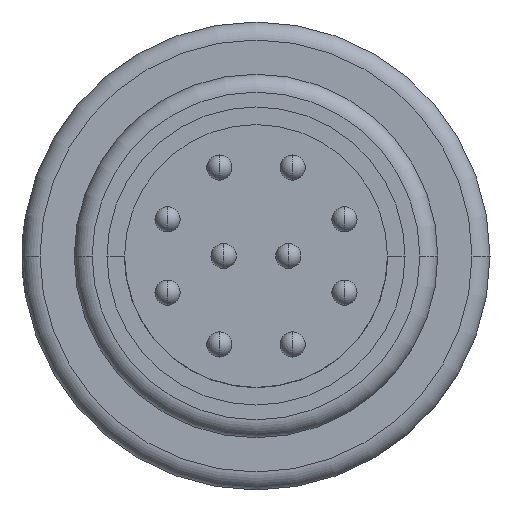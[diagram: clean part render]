
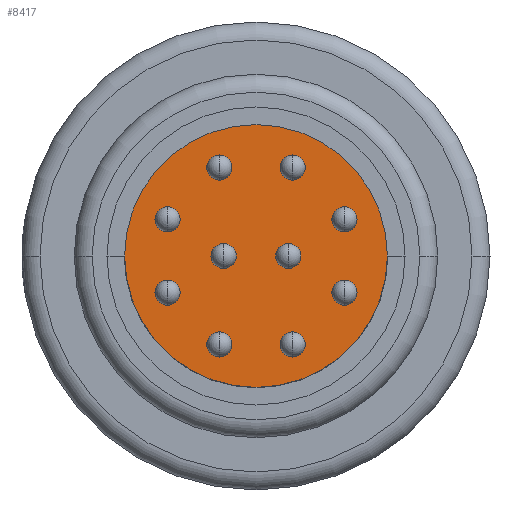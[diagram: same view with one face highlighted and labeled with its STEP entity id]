
A CAD part, left-side view. The second image highlights one B-rep face of the part: STEP entity #8417.
In plain terms, the highlighted planar face has unit normal (-1, 0, 0).
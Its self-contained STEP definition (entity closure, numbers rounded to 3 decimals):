
#3319=CARTESIAN_POINT('',(-2.1,0.,0.));
#3320=DIRECTION('',(-1.,0.,0.));
#3321=DIRECTION('',(0.,0.,1.));
#3322=AXIS2_PLACEMENT_3D('',#3319,#3320,#3321);
#3327=CARTESIAN_POINT('',(-2.1,0.,0.));
#3328=DIRECTION('',(-1.,0.,0.));
#3329=DIRECTION('',(0.,0.,-1.));
#3330=AXIS2_PLACEMENT_3D('',#3327,#3328,#3329);
#3335=CARTESIAN_POINT('',(-2.1,1.018,-2.458));
#3336=DIRECTION('',(-1.,0.,0.));
#3337=DIRECTION('',(0.,0.,1.));
#3338=AXIS2_PLACEMENT_3D('',#3335,#3336,#3337);
#3343=CARTESIAN_POINT('',(-2.1,1.018,-2.458));
#3344=DIRECTION('',(-1.,0.,0.));
#3345=DIRECTION('',(0.,0.,-1.));
#3346=AXIS2_PLACEMENT_3D('',#3343,#3344,#3345);
#3351=CARTESIAN_POINT('',(-2.1,2.458,-1.018));
#3352=DIRECTION('',(-1.,0.,0.));
#3353=DIRECTION('',(0.,0.,1.));
#3354=AXIS2_PLACEMENT_3D('',#3351,#3352,#3353);
#3359=CARTESIAN_POINT('',(-2.1,2.458,-1.018));
#3360=DIRECTION('',(-1.,0.,0.));
#3361=DIRECTION('',(0.,0.,-1.));
#3362=AXIS2_PLACEMENT_3D('',#3359,#3360,#3361);
#3367=CARTESIAN_POINT('',(-2.1,-1.018,-2.458));
#3368=DIRECTION('',(-1.,0.,0.));
#3369=DIRECTION('',(0.,0.,1.));
#3370=AXIS2_PLACEMENT_3D('',#3367,#3368,#3369);
#3375=CARTESIAN_POINT('',(-2.1,-1.018,-2.458));
#3376=DIRECTION('',(-1.,0.,0.));
#3377=DIRECTION('',(0.,0.,-1.));
#3378=AXIS2_PLACEMENT_3D('',#3375,#3376,#3377);
#3383=CARTESIAN_POINT('',(-2.1,-2.458,-1.018));
#3384=DIRECTION('',(-1.,0.,0.));
#3385=DIRECTION('',(0.,0.,1.));
#3386=AXIS2_PLACEMENT_3D('',#3383,#3384,#3385);
#3391=CARTESIAN_POINT('',(-2.1,-2.458,-1.018));
#3392=DIRECTION('',(-1.,0.,0.));
#3393=DIRECTION('',(0.,0.,-1.));
#3394=AXIS2_PLACEMENT_3D('',#3391,#3392,#3393);
#3399=CARTESIAN_POINT('',(-2.1,-2.458,1.018));
#3400=DIRECTION('',(-1.,0.,0.));
#3401=DIRECTION('',(0.,0.,1.));
#3402=AXIS2_PLACEMENT_3D('',#3399,#3400,#3401);
#3407=CARTESIAN_POINT('',(-2.1,-2.458,1.018));
#3408=DIRECTION('',(-1.,0.,0.));
#3409=DIRECTION('',(0.,0.,-1.));
#3410=AXIS2_PLACEMENT_3D('',#3407,#3408,#3409);
#3415=CARTESIAN_POINT('',(-2.1,-1.018,2.458));
#3416=DIRECTION('',(-1.,0.,0.));
#3417=DIRECTION('',(0.,0.,1.));
#3418=AXIS2_PLACEMENT_3D('',#3415,#3416,#3417);
#3423=CARTESIAN_POINT('',(-2.1,-1.018,2.458));
#3424=DIRECTION('',(-1.,0.,0.));
#3425=DIRECTION('',(0.,0.,-1.));
#3426=AXIS2_PLACEMENT_3D('',#3423,#3424,#3425);
#3431=CARTESIAN_POINT('',(-2.1,1.018,2.458));
#3432=DIRECTION('',(-1.,0.,0.));
#3433=DIRECTION('',(0.,0.,1.));
#3434=AXIS2_PLACEMENT_3D('',#3431,#3432,#3433);
#3439=CARTESIAN_POINT('',(-2.1,1.018,2.458));
#3440=DIRECTION('',(-1.,0.,0.));
#3441=DIRECTION('',(0.,0.,-1.));
#3442=AXIS2_PLACEMENT_3D('',#3439,#3440,#3441);
#3447=CARTESIAN_POINT('',(-2.1,2.458,1.018));
#3448=DIRECTION('',(-1.,0.,0.));
#3449=DIRECTION('',(0.,0.,1.));
#3450=AXIS2_PLACEMENT_3D('',#3447,#3448,#3449);
#3455=CARTESIAN_POINT('',(-2.1,2.458,1.018));
#3456=DIRECTION('',(-1.,0.,0.));
#3457=DIRECTION('',(0.,0.,-1.));
#3458=AXIS2_PLACEMENT_3D('',#3455,#3456,#3457);
#3463=CARTESIAN_POINT('',(-2.1,0.9,0.));
#3464=DIRECTION('',(-1.,0.,0.));
#3465=DIRECTION('',(0.,0.,1.));
#3466=AXIS2_PLACEMENT_3D('',#3463,#3464,#3465);
#3471=CARTESIAN_POINT('',(-2.1,0.9,0.));
#3472=DIRECTION('',(-1.,0.,0.));
#3473=DIRECTION('',(0.,0.,-1.));
#3474=AXIS2_PLACEMENT_3D('',#3471,#3472,#3473);
#3479=CARTESIAN_POINT('',(-2.1,-0.9,0.));
#3480=DIRECTION('',(-1.,0.,0.));
#3481=DIRECTION('',(0.,0.,1.));
#3482=AXIS2_PLACEMENT_3D('',#3479,#3480,#3481);
#3487=CARTESIAN_POINT('',(-2.1,-0.9,0.));
#3488=DIRECTION('',(-1.,0.,0.));
#3489=DIRECTION('',(0.,0.,-1.));
#3490=AXIS2_PLACEMENT_3D('',#3487,#3488,#3489);
#3955=CARTESIAN_POINT('',(-2.1,0.,3.65));
#3956=CARTESIAN_POINT('',(-2.1,0.,-3.65));
#3957=VERTEX_POINT('',#3955);
#3958=VERTEX_POINT('',#3956);
#4223=CARTESIAN_POINT('',(-2.1,1.018,-2.108));
#4224=CARTESIAN_POINT('',(-2.1,1.018,-2.808));
#4225=VERTEX_POINT('',#4223);
#4226=VERTEX_POINT('',#4224);
#4227=CARTESIAN_POINT('',(-2.1,2.458,-0.668));
#4228=CARTESIAN_POINT('',(-2.1,2.458,-1.368));
#4229=VERTEX_POINT('',#4227);
#4230=VERTEX_POINT('',#4228);
#4231=CARTESIAN_POINT('',(-2.1,-1.018,-2.108));
#4232=CARTESIAN_POINT('',(-2.1,-1.018,-2.808));
#4233=VERTEX_POINT('',#4231);
#4234=VERTEX_POINT('',#4232);
#4235=CARTESIAN_POINT('',(-2.1,-2.458,-0.668));
#4236=CARTESIAN_POINT('',(-2.1,-2.458,-1.368));
#4237=VERTEX_POINT('',#4235);
#4238=VERTEX_POINT('',#4236);
#4239=CARTESIAN_POINT('',(-2.1,-2.458,1.368));
#4240=CARTESIAN_POINT('',(-2.1,-2.458,0.668));
#4241=VERTEX_POINT('',#4239);
#4242=VERTEX_POINT('',#4240);
#4243=CARTESIAN_POINT('',(-2.1,-1.018,2.808));
#4244=CARTESIAN_POINT('',(-2.1,-1.018,2.108));
#4245=VERTEX_POINT('',#4243);
#4246=VERTEX_POINT('',#4244);
#4247=CARTESIAN_POINT('',(-2.1,1.018,2.808));
#4248=CARTESIAN_POINT('',(-2.1,1.018,2.108));
#4249=VERTEX_POINT('',#4247);
#4250=VERTEX_POINT('',#4248);
#4251=CARTESIAN_POINT('',(-2.1,2.458,1.368));
#4252=CARTESIAN_POINT('',(-2.1,2.458,0.668));
#4253=VERTEX_POINT('',#4251);
#4254=VERTEX_POINT('',#4252);
#4255=CARTESIAN_POINT('',(-2.1,0.9,0.35));
#4256=CARTESIAN_POINT('',(-2.1,0.9,-0.35));
#4257=VERTEX_POINT('',#4255);
#4258=VERTEX_POINT('',#4256);
#4259=CARTESIAN_POINT('',(-2.1,-0.9,0.35));
#4260=CARTESIAN_POINT('',(-2.1,-0.9,-0.35));
#4261=VERTEX_POINT('',#4259);
#4262=VERTEX_POINT('',#4260);
#8348=CARTESIAN_POINT('',(-2.1,0.,0.));
#8349=DIRECTION('',(1.,0.,0.));
#8350=DIRECTION('',(0.,0.,-1.));
#8351=AXIS2_PLACEMENT_3D('',#8348,#8349,#8350);
#8352=PLANE('',#8351);
#8353=ORIENTED_EDGE('',*,*,#8306,.F.);
#8354=ORIENTED_EDGE('',*,*,#8329,.F.);
#8355=EDGE_LOOP('',(#8353,#8354));
#8356=FACE_OUTER_BOUND('',#8355,.F.);
#8358=ORIENTED_EDGE('',*,*,#8357,.T.);
#8360=ORIENTED_EDGE('',*,*,#8359,.T.);
#8361=EDGE_LOOP('',(#8358,#8360));
#8362=FACE_BOUND('',#8361,.F.);
#8364=ORIENTED_EDGE('',*,*,#8363,.T.);
#8366=ORIENTED_EDGE('',*,*,#8365,.T.);
#8367=EDGE_LOOP('',(#8364,#8366));
#8368=FACE_BOUND('',#8367,.F.);
#8370=ORIENTED_EDGE('',*,*,#8369,.T.);
#8372=ORIENTED_EDGE('',*,*,#8371,.T.);
#8373=EDGE_LOOP('',(#8370,#8372));
#8374=FACE_BOUND('',#8373,.F.);
#8376=ORIENTED_EDGE('',*,*,#8375,.T.);
#8378=ORIENTED_EDGE('',*,*,#8377,.T.);
#8379=EDGE_LOOP('',(#8376,#8378));
#8380=FACE_BOUND('',#8379,.F.);
#8382=ORIENTED_EDGE('',*,*,#8381,.T.);
#8384=ORIENTED_EDGE('',*,*,#8383,.T.);
#8385=EDGE_LOOP('',(#8382,#8384));
#8386=FACE_BOUND('',#8385,.F.);
#8388=ORIENTED_EDGE('',*,*,#8387,.T.);
#8390=ORIENTED_EDGE('',*,*,#8389,.T.);
#8391=EDGE_LOOP('',(#8388,#8390));
#8392=FACE_BOUND('',#8391,.F.);
#8394=ORIENTED_EDGE('',*,*,#8393,.T.);
#8396=ORIENTED_EDGE('',*,*,#8395,.T.);
#8397=EDGE_LOOP('',(#8394,#8396));
#8398=FACE_BOUND('',#8397,.F.);
#8400=ORIENTED_EDGE('',*,*,#8399,.T.);
#8402=ORIENTED_EDGE('',*,*,#8401,.T.);
#8403=EDGE_LOOP('',(#8400,#8402));
#8404=FACE_BOUND('',#8403,.F.);
#8406=ORIENTED_EDGE('',*,*,#8405,.T.);
#8408=ORIENTED_EDGE('',*,*,#8407,.T.);
#8409=EDGE_LOOP('',(#8406,#8408));
#8410=FACE_BOUND('',#8409,.F.);
#8412=ORIENTED_EDGE('',*,*,#8411,.T.);
#8414=ORIENTED_EDGE('',*,*,#8413,.T.);
#8415=EDGE_LOOP('',(#8412,#8414));
#8416=FACE_BOUND('',#8415,.F.);
#3323=CIRCLE('',#3322,3.65);
#3331=CIRCLE('',#3330,3.65);
#3339=CIRCLE('',#3338,0.35);
#3347=CIRCLE('',#3346,0.35);
#3355=CIRCLE('',#3354,0.35);
#3363=CIRCLE('',#3362,0.35);
#3371=CIRCLE('',#3370,0.35);
#3379=CIRCLE('',#3378,0.35);
#3387=CIRCLE('',#3386,0.35);
#3395=CIRCLE('',#3394,0.35);
#3403=CIRCLE('',#3402,0.35);
#3411=CIRCLE('',#3410,0.35);
#3419=CIRCLE('',#3418,0.35);
#3427=CIRCLE('',#3426,0.35);
#3435=CIRCLE('',#3434,0.35);
#3443=CIRCLE('',#3442,0.35);
#3451=CIRCLE('',#3450,0.35);
#3459=CIRCLE('',#3458,0.35);
#3467=CIRCLE('',#3466,0.35);
#3475=CIRCLE('',#3474,0.35);
#3483=CIRCLE('',#3482,0.35);
#3491=CIRCLE('',#3490,0.35);
#8306=EDGE_CURVE('',#3957,#3958,#3323,.T.);
#8329=EDGE_CURVE('',#3958,#3957,#3331,.T.);
#8357=EDGE_CURVE('',#4225,#4226,#3339,.T.);
#8359=EDGE_CURVE('',#4226,#4225,#3347,.T.);
#8363=EDGE_CURVE('',#4229,#4230,#3355,.T.);
#8365=EDGE_CURVE('',#4230,#4229,#3363,.T.);
#8369=EDGE_CURVE('',#4233,#4234,#3371,.T.);
#8371=EDGE_CURVE('',#4234,#4233,#3379,.T.);
#8375=EDGE_CURVE('',#4237,#4238,#3387,.T.);
#8377=EDGE_CURVE('',#4238,#4237,#3395,.T.);
#8381=EDGE_CURVE('',#4241,#4242,#3403,.T.);
#8383=EDGE_CURVE('',#4242,#4241,#3411,.T.);
#8387=EDGE_CURVE('',#4245,#4246,#3419,.T.);
#8389=EDGE_CURVE('',#4246,#4245,#3427,.T.);
#8393=EDGE_CURVE('',#4249,#4250,#3435,.T.);
#8395=EDGE_CURVE('',#4250,#4249,#3443,.T.);
#8399=EDGE_CURVE('',#4253,#4254,#3451,.T.);
#8401=EDGE_CURVE('',#4254,#4253,#3459,.T.);
#8405=EDGE_CURVE('',#4257,#4258,#3467,.T.);
#8407=EDGE_CURVE('',#4258,#4257,#3475,.T.);
#8411=EDGE_CURVE('',#4261,#4262,#3483,.T.);
#8413=EDGE_CURVE('',#4262,#4261,#3491,.T.);
#8417=ADVANCED_FACE('',(#8356,#8362,#8368,#8374,#8380,#8386,#8392,#8398,#8404,
#8410,#8416),#8352,.F.);
